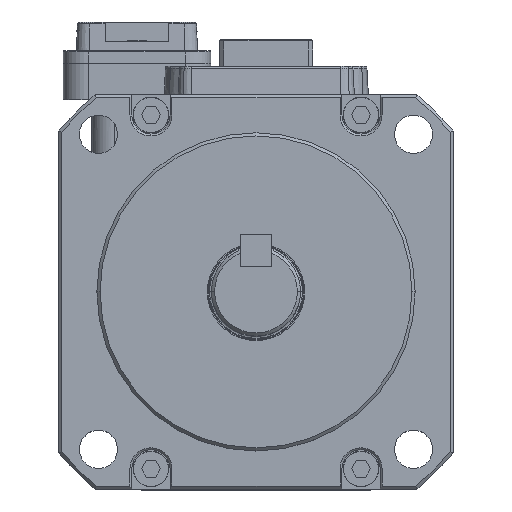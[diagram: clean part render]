
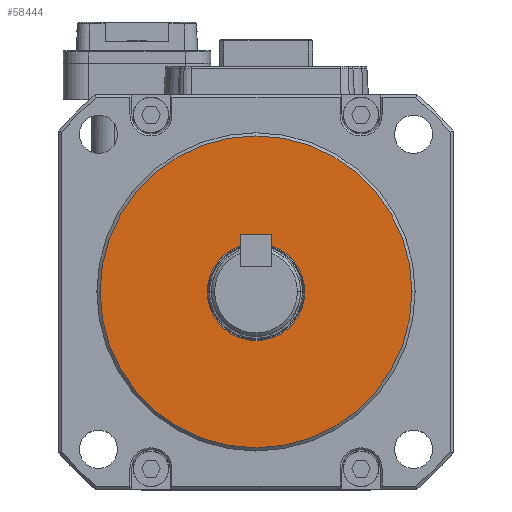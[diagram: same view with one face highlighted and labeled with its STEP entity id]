
A CAD part, top view. The second image highlights one B-rep face of the part: STEP entity #58444.
In plain terms, the highlighted planar face has unit normal (0, 0, 1).
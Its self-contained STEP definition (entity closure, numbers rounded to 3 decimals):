
#8582 = CARTESIAN_POINT ( 'NONE',  ( 0., 0., 29.5 ) ) ;
#8585 = DIRECTION ( 'NONE',  ( 1., 0., 0. ) ) ;
#8596 = DIRECTION ( 'NONE',  ( 0., 0., 1. ) ) ;
#10212 = ORIENTED_EDGE ( 'NONE', *, *, #70743, .T. ) ;
#10238 = ORIENTED_EDGE ( 'NONE', *, *, #70729, .F. ) ;
#10264 = ORIENTED_EDGE ( 'NONE', *, *, #21289, .F. ) ;
#10318 = ORIENTED_EDGE ( 'NONE', *, *, #21350, .T. ) ;
#10478 = AXIS2_PLACEMENT_3D ( 'NONE', #16627, #16631, #16611 ) ;
#10576 = CIRCLE ( 'NONE', #10580, 24.5 ) ;
#10580 = AXIS2_PLACEMENT_3D ( 'NONE', #16678, #16658, #16669 ) ;
#10582 = CIRCLE ( 'NONE', #10478, 7.65 ) ;
#14747 = DIRECTION ( 'NONE',  ( 0., 0., 1. ) ) ;
#14771 = DIRECTION ( 'NONE',  ( 1., 0., 0. ) ) ;
#14788 = CARTESIAN_POINT ( 'NONE',  ( 0., 0., 29.5 ) ) ;
#16611 = DIRECTION ( 'NONE',  ( 1., 0., 0. ) ) ;
#16627 = CARTESIAN_POINT ( 'NONE',  ( 0., 0., 29.5 ) ) ;
#16631 = DIRECTION ( 'NONE',  ( 0., 0., 1. ) ) ;
#16658 = DIRECTION ( 'NONE',  ( 0., 0., 1. ) ) ;
#16669 = DIRECTION ( 'NONE',  ( 1., 0., 0. ) ) ;
#16678 = CARTESIAN_POINT ( 'NONE',  ( 0., 0., 29.5 ) ) ;
#21289 = EDGE_CURVE ( 'NONE', #50705, #50679, #64282, .T. ) ;
#21350 = EDGE_CURVE ( 'NONE', #50601, #50740, #64347, .T. ) ;
#50601 = VERTEX_POINT ( 'NONE', #84236 ) ;
#50679 = VERTEX_POINT ( 'NONE', #84273 ) ;
#50705 = VERTEX_POINT ( 'NONE', #84277 ) ;
#50740 = VERTEX_POINT ( 'NONE', #84275 ) ;
#58444 = ADVANCED_FACE ( 'NONE', ( #78211, #78232 ), #78228, .T. ) ;
#64282 = CIRCLE ( 'NONE', #64312, 7.65 ) ;
#64312 = AXIS2_PLACEMENT_3D ( 'NONE', #8582, #8596, #8585 ) ;
#64347 = CIRCLE ( 'NONE', #64351, 24.5 ) ;
#64351 = AXIS2_PLACEMENT_3D ( 'NONE', #14788, #14747, #14771 ) ;
#70729 = EDGE_CURVE ( 'NONE', #50679, #50705, #10582, .T. ) ;
#70743 = EDGE_CURVE ( 'NONE', #50740, #50601, #10576, .T. ) ;
#72805 = AXIS2_PLACEMENT_3D ( 'NONE', #78260, #78259, #78274 ) ;
#78211 = FACE_OUTER_BOUND ( 'NONE', #79609, .T. ) ;
#78228 = PLANE ( 'NONE',  #72805 ) ;
#78232 = FACE_BOUND ( 'NONE', #79616, .T. ) ;
#78259 = DIRECTION ( 'NONE',  ( 0., 0., 1. ) ) ;
#78260 = CARTESIAN_POINT ( 'NONE',  ( 0., 0., 29.5 ) ) ;
#78274 = DIRECTION ( 'NONE',  ( 1., 0., 0. ) ) ;
#79609 = EDGE_LOOP ( 'NONE', ( #10318, #10212 ) ) ;
#79616 = EDGE_LOOP ( 'NONE', ( #10238, #10264 ) ) ;
#84236 = CARTESIAN_POINT ( 'NONE',  ( -24.5, 0., 29.5 ) ) ;
#84273 = CARTESIAN_POINT ( 'NONE',  ( -7.65, 0., 29.5 ) ) ;
#84275 = CARTESIAN_POINT ( 'NONE',  ( 24.5, 0., 29.5 ) ) ;
#84277 = CARTESIAN_POINT ( 'NONE',  ( 7.65, 0., 29.5 ) ) ;
